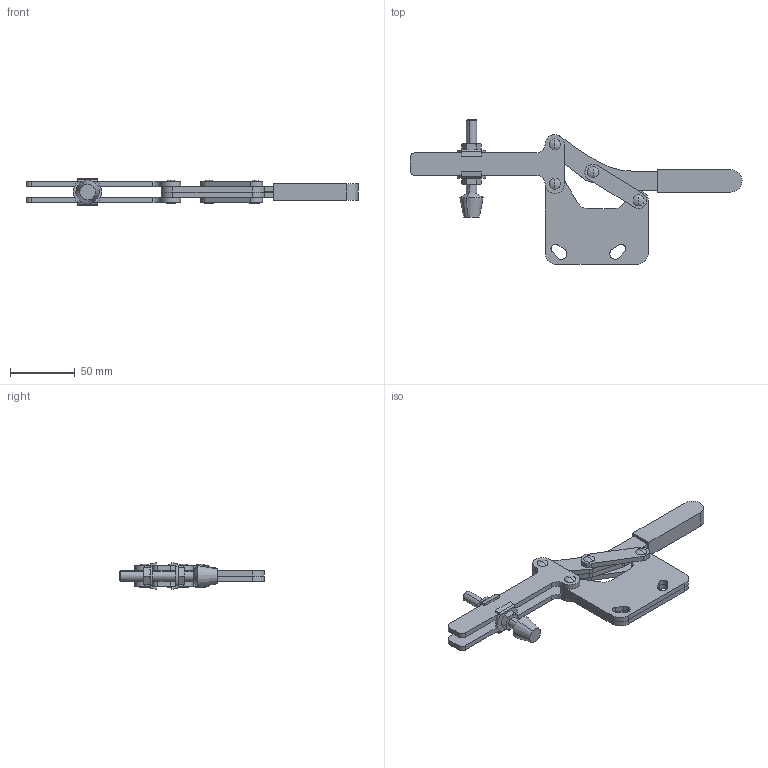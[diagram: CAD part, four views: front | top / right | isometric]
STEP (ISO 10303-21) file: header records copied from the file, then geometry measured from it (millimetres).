
FILE_DESCRIPTION (( 'STEP AP214' ), '1' );
FILE_NAME ('GH-22240(Â²¤Æ)-1.STEP', '2020-07-20T03:08:43', ( 'LinWei' ), ( '' ), 'SwSTEP 2.0', 'SolidWorks 2016', '' );
FILE_SCHEMA (( 'AUTOMOTIVE_DESIGN' ));
Length unit declared in the file: millimetre
Products named in the file (6): Group2^GH-22240(簡化)-1; GH-22240(簡化)-1; Group4^GH-22240(簡化); 12223501-1^GH-22240(簡化)-1; Group5^GH-22240(簡化)-1; Group4^GH-22240(簡化)-1
Assembly tree (5 placements, depth 2):
  GH-22240(簡化)-1
    Group2^GH-22240(簡化)-1
    Group4^GH-22240(簡化)-1
    Group5^GH-22240(簡化)-1
    12223501-1^GH-22240(簡化)-1
    Group4^GH-22240(簡化)
Bounding box: 255.6 x 111.21 x 20.56 mm (x, y, z)
Volume: 90645.1 mm3; surface area: 43282 mm2
Topology: 5 solids, 5 shells, 250 faces, 610 edges, 390 vertices
Faces by surface type: plane 111, cylinder 101, cone 30, sphere 8
Entity records: 8565 total; most frequent: CARTESIAN_POINT 1530, DIRECTION 1312, ORIENTED_EDGE 1220, EDGE_CURVE 610, AXIS2_PLACEMENT_3D 492, VERTEX_POINT 390, LINE 328, VECTOR 328
